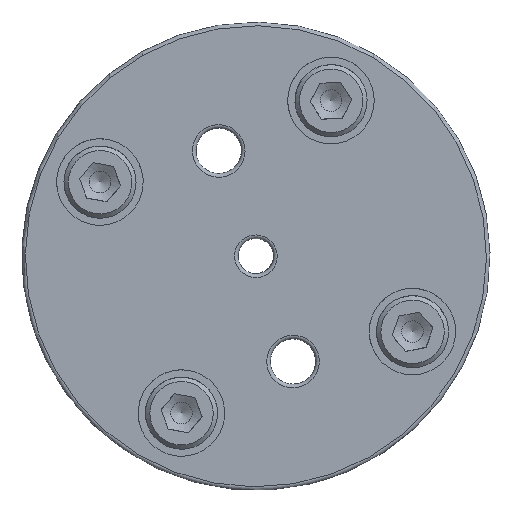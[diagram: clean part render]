
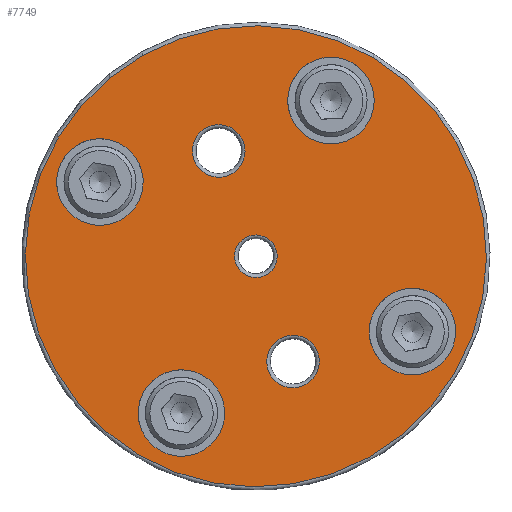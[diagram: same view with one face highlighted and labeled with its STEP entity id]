
A CAD part, top view. The second image highlights one B-rep face of the part: STEP entity #7749.
In plain terms, the highlighted planar face has unit normal (0.004, -0.009, 1).
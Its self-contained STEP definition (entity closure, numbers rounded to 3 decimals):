
#1706=FACE_BOUND($,#2392,.T.);
#1707=FACE_BOUND($,#2393,.T.);
#1708=FACE_BOUND($,#2394,.T.);
#1709=FACE_BOUND($,#2395,.T.);
#1710=FACE_BOUND($,#2396,.T.);
#1711=FACE_BOUND($,#2397,.T.);
#1712=FACE_BOUND($,#2398,.T.);
#1713=FACE_BOUND($,#2399,.T.);
#2392=EDGE_LOOP($,(#5793));
#2393=EDGE_LOOP($,(#5794));
#2394=EDGE_LOOP($,(#5795));
#2395=EDGE_LOOP($,(#5796));
#2396=EDGE_LOOP($,(#5797));
#2397=EDGE_LOOP($,(#5798));
#2398=EDGE_LOOP($,(#5799));
#2399=EDGE_LOOP($,(#5800));
#2647=CIRCLE($,#8007,3.);
#2655=CIRCLE($,#8031,3.);
#2663=CIRCLE($,#8055,3.);
#2671=CIRCLE($,#8079,3.);
#2790=CIRCLE($,#8346,3.65);
#2791=CIRCLE($,#8348,2.959);
#2792=CIRCLE($,#8349,3.65);
#2793=CIRCLE($,#8350,32.);
#2844=VERTEX_POINT($,#10572);
#2864=VERTEX_POINT($,#10646);
#2884=VERTEX_POINT($,#10720);
#2904=VERTEX_POINT($,#10794);
#3380=VERTEX_POINT($,#13395);
#3381=VERTEX_POINT($,#13398);
#3382=VERTEX_POINT($,#13400);
#3383=VERTEX_POINT($,#13402);
#3609=EDGE_CURVE($,#2844,#2844,#2647,.T.);
#3635=EDGE_CURVE($,#2864,#2864,#2655,.T.);
#3661=EDGE_CURVE($,#2884,#2884,#2663,.T.);
#3687=EDGE_CURVE($,#2904,#2904,#2671,.T.);
#4294=EDGE_CURVE($,#3380,#3380,#2790,.T.);
#4295=EDGE_CURVE($,#3381,#3381,#2791,.T.);
#4296=EDGE_CURVE($,#3382,#3382,#2792,.T.);
#4297=EDGE_CURVE($,#3383,#3383,#2793,.T.);
#5793=ORIENTED_EDGE($,*,*,#3609,.T.);
#5794=ORIENTED_EDGE($,*,*,#3635,.T.);
#5795=ORIENTED_EDGE($,*,*,#3661,.T.);
#5796=ORIENTED_EDGE($,*,*,#3687,.T.);
#5797=ORIENTED_EDGE($,*,*,#4295,.F.);
#5798=ORIENTED_EDGE($,*,*,#4296,.F.);
#5799=ORIENTED_EDGE($,*,*,#4297,.F.);
#5800=ORIENTED_EDGE($,*,*,#4294,.F.);
#7052=PLANE($,#8347);
#7749=ADVANCED_FACE($,(#1706,#1707,#1708,#1709,#1710,#1711,#1712,#1713),
#7052,.T.);
#8007=AXIS2_PLACEMENT_3D($,#10573,#8731,#8732);
#8031=AXIS2_PLACEMENT_3D($,#10647,#8791,#8792);
#8055=AXIS2_PLACEMENT_3D($,#10721,#8851,#8852);
#8079=AXIS2_PLACEMENT_3D($,#10795,#8911,#8912);
#8346=AXIS2_PLACEMENT_3D($,#13396,#9714,#9715);
#8347=AXIS2_PLACEMENT_3D($,#13397,#9716,#9717);
#8348=AXIS2_PLACEMENT_3D($,#13399,#9718,#9719);
#8349=AXIS2_PLACEMENT_3D($,#13401,#9720,#9721);
#8350=AXIS2_PLACEMENT_3D($,#13403,#9722,#9723);
#8731=DIRECTION('center_axis',(-0.004,0.009,
-1.));
#8732=DIRECTION('ref_axis',(-0.047,0.999,0.009));
#8791=DIRECTION('center_axis',(-0.004,0.009,
-1.));
#8792=DIRECTION('ref_axis',(0.175,0.985,0.008));
#8851=DIRECTION('center_axis',(-0.004,0.009,
-1.));
#8852=DIRECTION('ref_axis',(0.947,-0.321,-0.007));
#8911=DIRECTION('center_axis',(-0.004,0.009,
-1.));
#8912=DIRECTION('ref_axis',(-0.942,-0.337,0.001));
#9714=DIRECTION('center_axis',(0.004,-0.009,
1.));
#9715=DIRECTION('ref_axis',(0.333,-0.943,-0.01));
#9716=DIRECTION('center_axis',(0.004,-0.009,
1.));
#9717=DIRECTION('ref_axis',(-0.333,0.943,0.01));
#9718=DIRECTION('center_axis',(0.004,-0.009,
1.));
#9719=DIRECTION('ref_axis',(0.333,-0.943,-0.01));
#9720=DIRECTION('center_axis',(0.004,-0.009,
1.));
#9721=DIRECTION('ref_axis',(0.333,-0.943,-0.01));
#9722=DIRECTION('center_axis',(-0.004,0.009,
-1.));
#9723=DIRECTION('ref_axis',(0.333,-0.943,-0.01));
#10572=CARTESIAN_POINT('',(2.886,198.237,72.354));
#10573=CARTESIAN_POINT('Origin',(2.745,201.234,72.382));
#10646=CARTESIAN_POINT('',(-18.535,154.908,72.047));
#10647=CARTESIAN_POINT('Origin',(-18.01,157.861,72.072));
#10720=CARTESIAN_POINT('',(11.213,170.134,72.057));
#10721=CARTESIAN_POINT('Origin',(14.054,169.171,72.036));
#10794=CARTESIAN_POINT('',(-26.494,190.933,72.415));
#10795=CARTESIAN_POINT('Origin',(-29.319,189.923,72.419));
#13395=CARTESIAN_POINT('',(-3.691,168.373,72.107));
#13396=CARTESIAN_POINT('Origin',(-2.477,164.931,72.069));
#13397=CARTESIAN_POINT('Origin',(-7.633,179.547,72.227));
#13398=CARTESIAN_POINT('',(-8.617,182.337,72.257));
#13399=CARTESIAN_POINT('Origin',(-7.633,179.547,72.227));
#13400=CARTESIAN_POINT('',(-14.002,197.606,72.422));
#13401=CARTESIAN_POINT('Origin',(-12.788,194.164,72.385));
#13402=CARTESIAN_POINT('',(-18.276,209.724,72.553));
#13403=CARTESIAN_POINT('Origin',(-7.633,179.547,72.227));
